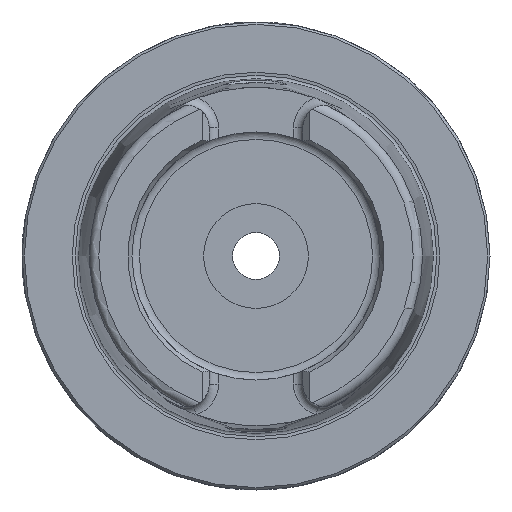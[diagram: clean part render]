
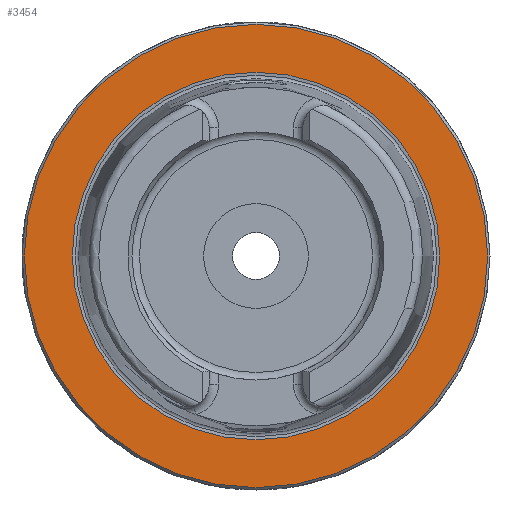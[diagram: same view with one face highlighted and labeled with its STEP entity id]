
A CAD part, left-side view. The second image highlights one B-rep face of the part: STEP entity #3454.
In plain terms, the highlighted planar face has unit normal (-1, 0, 0).
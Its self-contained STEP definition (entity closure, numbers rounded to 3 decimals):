
#322=FACE_BOUND('',#727,.T.);
#366=PLANE('',#3862);
#513=FACE_OUTER_BOUND('',#726,.T.);
#726=EDGE_LOOP('',(#2842));
#727=EDGE_LOOP('',(#2843));
#1345=CIRCLE('',#3861,39.275);
#1346=CIRCLE('',#3863,49.5);
#1611=VERTEX_POINT('',#6495);
#1612=VERTEX_POINT('',#6499);
#2043=EDGE_CURVE('',#1611,#1611,#1345,.T.);
#2044=EDGE_CURVE('',#1612,#1612,#1346,.T.);
#2842=ORIENTED_EDGE('',*,*,#2044,.F.);
#2843=ORIENTED_EDGE('',*,*,#2043,.T.);
#3454=ADVANCED_FACE('',(#513,#322),#366,.T.);
#3861=AXIS2_PLACEMENT_3D('',#6497,#4599,#4600);
#3862=AXIS2_PLACEMENT_3D('',#6498,#4601,#4602);
#3863=AXIS2_PLACEMENT_3D('',#6500,#4603,#4604);
#4599=DIRECTION('center_axis',(1.,0.,0.));
#4600=DIRECTION('ref_axis',(0.,0.,-1.));
#4601=DIRECTION('center_axis',(-1.,0.,0.));
#4602=DIRECTION('ref_axis',(0.,0.,1.));
#4603=DIRECTION('center_axis',(1.,0.,0.));
#4604=DIRECTION('ref_axis',(0.,0.,-1.));
#6495=CARTESIAN_POINT('',(0.,-39.275,0.));
#6497=CARTESIAN_POINT('Origin',(0.,0.,0.));
#6498=CARTESIAN_POINT('Origin',(0.,49.5,0.));
#6499=CARTESIAN_POINT('',(0.,-49.5,0.));
#6500=CARTESIAN_POINT('Origin',(0.,0.,0.));
